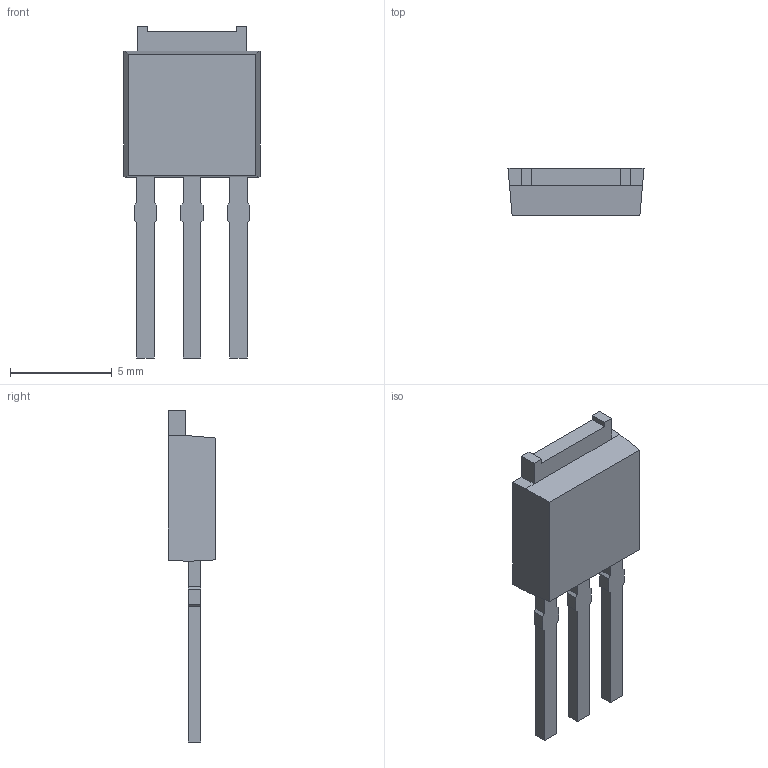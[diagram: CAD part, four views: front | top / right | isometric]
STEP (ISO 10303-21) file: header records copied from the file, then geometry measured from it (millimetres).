
FILE_DESCRIPTION(('STEP AP214'), '1');
FILE_NAME('TO-251AA', '', ('UNSPECIFIED'), ('UNSPECIFIED'), 'ASCON STEP Converter 1.3', 'ASCON Math Kernel', '');
FILE_SCHEMA(('AUTOMOTIVE_DESIGN { 1 0 10303 214 3 1 1}'));
Length unit declared in the file: millimetre
Bounding box: 6.7 x 2.35 x 16.35 mm (x, y, z)
Volume: 113.1 mm3; surface area: 302.3 mm2
Topology: 5 solids, 5 shells, 77 faces, 199 edges, 132 vertices
Faces by surface type: plane 73, cylinder 4
Entity records: 2989 total; most frequent: CARTESIAN_POINT 409, ORIENTED_EDGE 398, DIRECTION 363, EDGE_CURVE 199, LINE 191, VECTOR 191, VERTEX_POINT 132, AXIS2_PLACEMENT_3D 86
